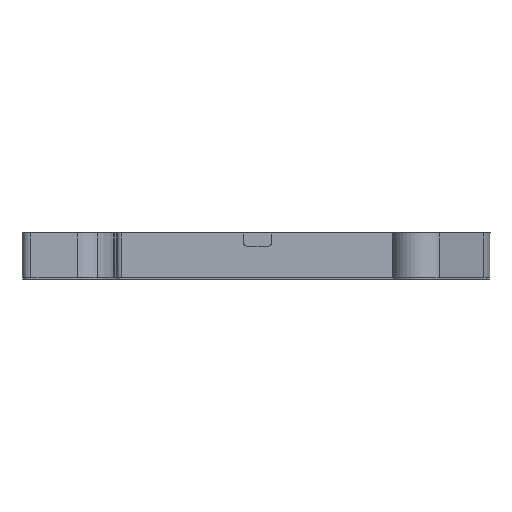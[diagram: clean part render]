
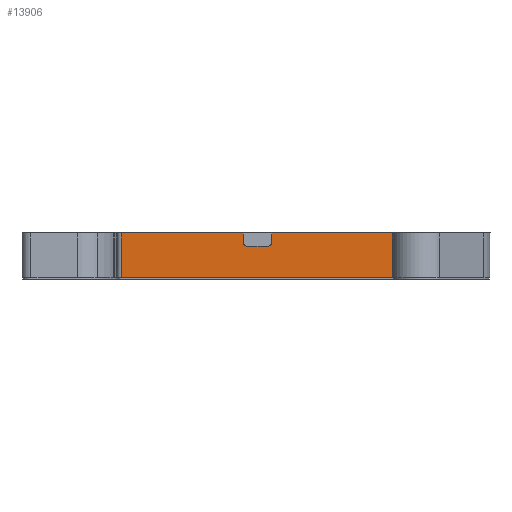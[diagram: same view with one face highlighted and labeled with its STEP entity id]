
A CAD part, front view. The second image highlights one B-rep face of the part: STEP entity #13906.
In plain terms, the highlighted planar face has unit normal (0, -1, 0).
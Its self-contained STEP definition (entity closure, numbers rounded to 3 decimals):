
#74 = CARTESIAN_POINT ( 'NONE',  ( -65.539, 9.69, 22.217 ) ) ;
#139 = CARTESIAN_POINT ( 'NONE',  ( -65.539, 9.69, 22.51 ) ) ;
#266 = ORIENTED_EDGE ( 'NONE', *, *, #15208, .F. ) ;
#301 = EDGE_LOOP ( 'NONE', ( #266, #11777, #1355, #11699, #9995, #10228, #5562, #13510, #2177, #8876 ) ) ;
#337 = CARTESIAN_POINT ( 'NONE',  ( -68.739, 9.69, 23.51 ) ) ;
#777 = DIRECTION ( 'NONE',  ( 0., 0., -1. ) ) ;
#852 = CARTESIAN_POINT ( 'NONE',  ( -82.313, 9.69, 18.51 ) ) ;
#1126 = DIRECTION ( 'NONE',  ( 0., 1., 0. ) ) ;
#1236 = VECTOR ( 'NONE', #6369, 1000. ) ;
#1355 = ORIENTED_EDGE ( 'NONE', *, *, #10667, .F. ) ;
#1400 = CARTESIAN_POINT ( 'NONE',  ( -66.039, 9.69, 22.01 ) ) ;
#1466 = DIRECTION ( 'NONE',  ( 1., 0., 0. ) ) ;
#1691 = VERTEX_POINT ( 'NONE', #11970 ) ;
#1754 = LINE ( 'NONE', #5529, #15877 ) ;
#1903 = CARTESIAN_POINT ( 'NONE',  ( -68.739, 9.69, 23.56 ) ) ;
#2057 = EDGE_CURVE ( 'NONE', #1691, #11221, #11573, .T. ) ;
#2177 = ORIENTED_EDGE ( 'NONE', *, *, #13511, .F. ) ;
#2244 = EDGE_CURVE ( 'NONE', #11552, #4876, #14788, .T. ) ;
#2345 = PLANE ( 'NONE',  #10054 ) ;
#2460 = VECTOR ( 'NONE', #3133, 1000. ) ;
#2952 = LINE ( 'NONE', #9583, #15166 ) ;
#3133 = DIRECTION ( 'NONE',  ( 0., 0., -1. ) ) ;
#3310 = LINE ( 'NONE', #1903, #2460 ) ;
#3805 = VERTEX_POINT ( 'NONE', #5104 ) ;
#4267 = LINE ( 'NONE', #10266, #13330 ) ;
#4435 = CARTESIAN_POINT ( 'NONE',  ( -92.549, 9.69, 18.51 ) ) ;
#4876 = VERTEX_POINT ( 'NONE', #7572 ) ;
#5104 = CARTESIAN_POINT ( 'NONE',  ( -51.609, 9.69, 18.51 ) ) ;
#5529 = CARTESIAN_POINT ( 'NONE',  ( -67.033, 9.69, 23.51 ) ) ;
#5562 = ORIENTED_EDGE ( 'NONE', *, *, #10893, .F. ) ;
#5707 = DIRECTION ( 'NONE',  ( -1., 0., 0. ) ) ;
#6258 = LINE ( 'NONE', #6584, #10785 ) ;
#6320 = LINE ( 'NONE', #7346, #9950 ) ;
#6369 = DIRECTION ( 'NONE',  ( 1., 0., 0. ) ) ;
#6584 = CARTESIAN_POINT ( 'NONE',  ( -65.539, 9.69, 23.56 ) ) ;
#6957 = CARTESIAN_POINT ( 'NONE',  ( -68.739, 9.69, 22.217 ) ) ;
#7007 = CARTESIAN_POINT ( 'NONE',  ( -68.532, 9.69, 22.01 ) ) ;
#7151 = CARTESIAN_POINT ( 'NONE',  ( -51.609, 9.69, 23.51 ) ) ;
#7346 = CARTESIAN_POINT ( 'NONE',  ( -82.313, 9.69, 23.56 ) ) ;
#7422 = CARTESIAN_POINT ( 'NONE',  ( -82.313, 9.69, 23.56 ) ) ;
#7572 = CARTESIAN_POINT ( 'NONE',  ( -68.239, 9.69, 22.01 ) ) ;
#7858 = VERTEX_POINT ( 'NONE', #337 ) ;
#8150 = CARTESIAN_POINT ( 'NONE',  ( -65.539, 9.69, 23.51 ) ) ;
#8495 = EDGE_CURVE ( 'NONE', #14433, #7858, #13886, .T. ) ;
#8513 = VERTEX_POINT ( 'NONE', #852 ) ;
#8547 = CARTESIAN_POINT ( 'NONE',  ( -68.239, 9.69, 22.01 ) ) ;
#8876 = ORIENTED_EDGE ( 'NONE', *, *, #2244, .F. ) ;
#8915 = VERTEX_POINT ( 'NONE', #7151 ) ;
#9583 = CARTESIAN_POINT ( 'NONE',  ( -51.609, 9.69, 23.56 ) ) ;
#9930 = DIRECTION ( 'NONE',  ( -1., 0., 0. ) ) ;
#9950 = VECTOR ( 'NONE', #14882, 1000. ) ;
#9995 = ORIENTED_EDGE ( 'NONE', *, *, #11082, .F. ) ;
#10054 = AXIS2_PLACEMENT_3D ( 'NONE', #7422, #1126, #9930 ) ;
#10228 = ORIENTED_EDGE ( 'NONE', *, *, #11943, .F. ) ;
#10266 = CARTESIAN_POINT ( 'NONE',  ( -68.238, 9.69, 22.01 ) ) ;
#10667 = EDGE_CURVE ( 'NONE', #8513, #14433, #6320, .T. ) ;
#10785 = VECTOR ( 'NONE', #15376, 1000. ) ;
#10893 = EDGE_CURVE ( 'NONE', #11221, #13103, #6258, .T. ) ;
#10961 = FACE_OUTER_BOUND ( 'NONE', #301, .T. ) ;
#11082 = EDGE_CURVE ( 'NONE', #8915, #3805, #2952, .T. ) ;
#11177 = CARTESIAN_POINT ( 'NONE',  ( -65.539, 9.69, 22.51 ) ) ;
#11221 = VERTEX_POINT ( 'NONE', #11177 ) ;
#11552 = VERTEX_POINT ( 'NONE', #12005 ) ;
#11573 =( BOUNDED_CURVE ( )  B_SPLINE_CURVE ( 3, ( #1400, #12866, #74, #139 ),
 .UNSPECIFIED., .F., .T. ) 
 B_SPLINE_CURVE_WITH_KNOTS ( ( 4, 4 ),
 ( 1.571, 3.142 ),
 .UNSPECIFIED. ) 
 CURVE ( )  GEOMETRIC_REPRESENTATION_ITEM ( )  RATIONAL_B_SPLINE_CURVE ( ( 1., 0.805, 0.805, 1. ) ) 
 REPRESENTATION_ITEM ( '' )  );
#11699 = ORIENTED_EDGE ( 'NONE', *, *, #14709, .F. ) ;
#11777 = ORIENTED_EDGE ( 'NONE', *, *, #8495, .F. ) ;
#11895 = CARTESIAN_POINT ( 'NONE',  ( -68.739, 9.69, 22.51 ) ) ;
#11943 = EDGE_CURVE ( 'NONE', #13103, #8915, #1754, .T. ) ;
#11970 = CARTESIAN_POINT ( 'NONE',  ( -66.039, 9.69, 22.01 ) ) ;
#12005 = CARTESIAN_POINT ( 'NONE',  ( -68.739, 9.69, 22.51 ) ) ;
#12866 = CARTESIAN_POINT ( 'NONE',  ( -65.746, 9.69, 22.01 ) ) ;
#13103 = VERTEX_POINT ( 'NONE', #8150 ) ;
#13160 = VECTOR ( 'NONE', #5707, 1000. ) ;
#13330 = VECTOR ( 'NONE', #1466, 1000. ) ;
#13510 = ORIENTED_EDGE ( 'NONE', *, *, #2057, .F. ) ;
#13511 = EDGE_CURVE ( 'NONE', #4876, #1691, #4267, .T. ) ;
#13850 = CARTESIAN_POINT ( 'NONE',  ( -67.033, 9.69, 23.51 ) ) ;
#13886 = LINE ( 'NONE', #13850, #1236 ) ;
#13906 = ADVANCED_FACE ( 'NONE', ( #10961 ), #2345, .F. ) ;
#14309 = DIRECTION ( 'NONE',  ( 1., 0., 0. ) ) ;
#14433 = VERTEX_POINT ( 'NONE', #16333 ) ;
#14694 = LINE ( 'NONE', #4435, #13160 ) ;
#14709 = EDGE_CURVE ( 'NONE', #3805, #8513, #14694, .T. ) ;
#14788 =( BOUNDED_CURVE ( )  B_SPLINE_CURVE ( 3, ( #11895, #6957, #7007, #8547 ),
 .UNSPECIFIED., .F., .T. ) 
 B_SPLINE_CURVE_WITH_KNOTS ( ( 4, 4 ),
 ( 0., 1.571 ),
 .UNSPECIFIED. ) 
 CURVE ( )  GEOMETRIC_REPRESENTATION_ITEM ( )  RATIONAL_B_SPLINE_CURVE ( ( 1., 0.805, 0.805, 1. ) ) 
 REPRESENTATION_ITEM ( '' )  );
#14882 = DIRECTION ( 'NONE',  ( 0., 0., 1. ) ) ;
#15166 = VECTOR ( 'NONE', #777, 1000. ) ;
#15208 = EDGE_CURVE ( 'NONE', #7858, #11552, #3310, .T. ) ;
#15376 = DIRECTION ( 'NONE',  ( 0., 0., 1. ) ) ;
#15877 = VECTOR ( 'NONE', #14309, 1000. ) ;
#16333 = CARTESIAN_POINT ( 'NONE',  ( -82.313, 9.69, 23.51 ) ) ;
